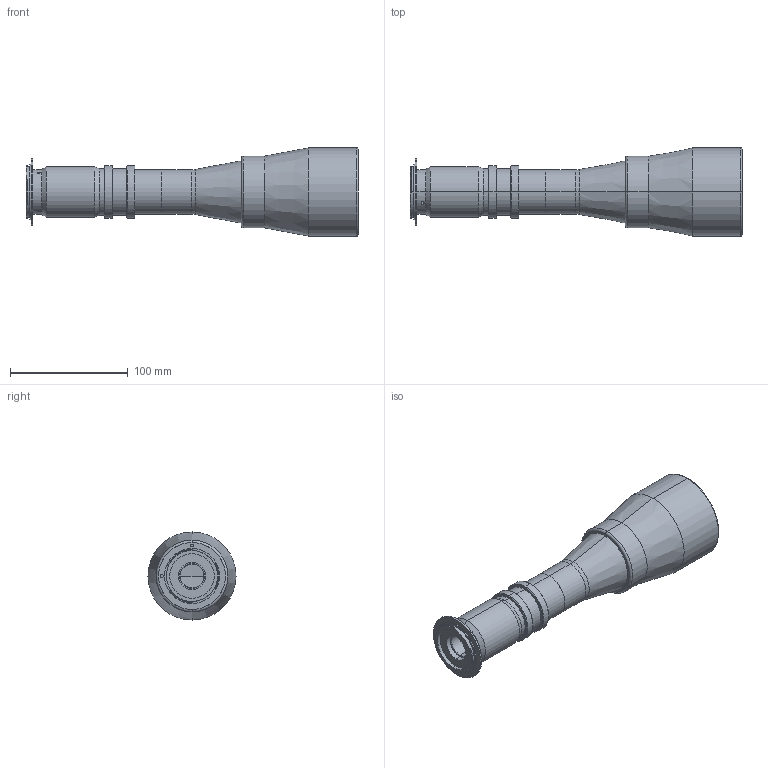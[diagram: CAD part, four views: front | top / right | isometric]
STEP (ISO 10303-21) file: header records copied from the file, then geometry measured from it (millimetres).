
FILE_DESCRIPTION (( 'STEP AP214' ), '1' );
FILE_NAME ('4M48_F.STEP', '2013-04-29T14:18:07', ( 'Work' ), ( '' ), 'SwSTEP 2.0', 'SolidWorks 2013', '' );
FILE_SCHEMA (( 'AUTOMOTIVE_DESIGN' ));
Length unit declared in the file: millimetre
Products named in the file (1): 4M48_F
Bounding box: 282.5 x 75 x 75 mm (x, y, z)
Surface area: 68994.3 mm2 (no closed solid volume)
Topology: 0 solids, 10 shells, 130 faces, 353 edges, 238 vertices
Faces by surface type: cylinder 63, plane 32, cone 27, torus 6, sphere 2
Entity records: 6031 total; most frequent: CARTESIAN_POINT 1212, DIRECTION 771, ORIENTED_EDGE 606, EDGE_CURVE 353, AXIS2_PLACEMENT_3D 319, VERTEX_POINT 238, CIRCLE 188, EDGE_LOOP 160
